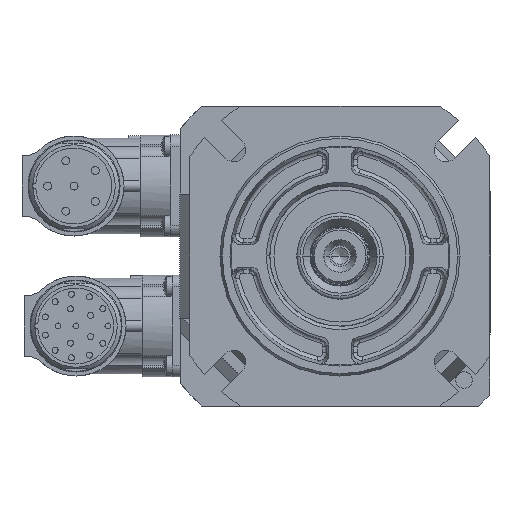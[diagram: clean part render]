
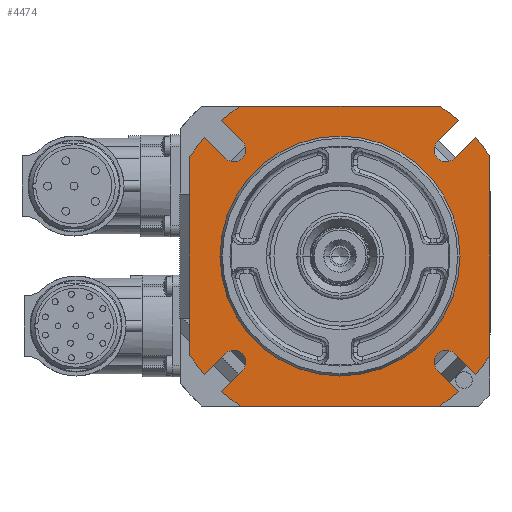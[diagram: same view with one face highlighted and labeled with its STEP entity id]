
A CAD part, left-side view. The second image highlights one B-rep face of the part: STEP entity #4474.
In plain terms, the highlighted planar face has unit normal (-1, 0, 0).
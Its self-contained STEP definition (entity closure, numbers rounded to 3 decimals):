
#1179=CARTESIAN_POINT('',(-61.5,0.,0.));
#1180=DIRECTION('',(-1.,0.,0.));
#1181=DIRECTION('',(0.,1.,0.));
#1182=AXIS2_PLACEMENT_3D('',#1179,#1180,#1181);
#1184=CARTESIAN_POINT('',(-61.5,0.,0.));
#1185=DIRECTION('',(1.,0.,0.));
#1186=DIRECTION('',(0.,1.,0.));
#1187=AXIS2_PLACEMENT_3D('',#1184,#1185,#1186);
#1189=CARTESIAN_POINT('',(-61.5,0.,0.));
#1190=DIRECTION('',(-1.,0.,0.));
#1191=DIRECTION('',(0.,-0.553,-0.833));
#1192=AXIS2_PLACEMENT_3D('',#1189,#1190,#1191);
#1194=CARTESIAN_POINT('',(-61.5,0.,0.));
#1195=DIRECTION('',(-1.,0.,0.));
#1196=DIRECTION('',(0.,0.658,-0.753));
#1197=AXIS2_PLACEMENT_3D('',#1194,#1195,#1196);
#1199=DIRECTION('',(0.,-0.707,0.707));
#1200=VECTOR('',#1199,7.52);
#1201=CARTESIAN_POINT('',(-61.5,29.63,-33.869));
#1202=LINE('',#1201,#1200);
#1203=CARTESIAN_POINT('',(-61.5,26.517,-26.517));
#1204=DIRECTION('',(-1.,0.,0.));
#1205=DIRECTION('',(0.,-0.735,-0.678));
#1206=AXIS2_PLACEMENT_3D('',#1203,#1204,#1205);
#1208=DIRECTION('',(0.,0.707,-0.707));
#1209=VECTOR('',#1208,7.52);
#1210=CARTESIAN_POINT('',(-61.5,28.551,-24.312));
#1211=LINE('',#1210,#1209);
#1212=CARTESIAN_POINT('',(-61.5,0.,0.));
#1213=DIRECTION('',(-1.,0.,0.));
#1214=DIRECTION('',(0.,0.833,-0.553));
#1215=AXIS2_PLACEMENT_3D('',#1212,#1213,#1214);
#1217=CARTESIAN_POINT('',(-61.5,0.,0.));
#1218=DIRECTION('',(-1.,0.,0.));
#1219=DIRECTION('',(0.,0.753,0.658));
#1220=AXIS2_PLACEMENT_3D('',#1217,#1218,#1219);
#1222=DIRECTION('',(0.,-0.707,-0.707));
#1223=VECTOR('',#1222,7.52);
#1224=CARTESIAN_POINT('',(-61.5,33.869,29.63));
#1225=LINE('',#1224,#1223);
#1226=CARTESIAN_POINT('',(-61.5,26.517,26.517));
#1227=DIRECTION('',(-1.,0.,0.));
#1228=DIRECTION('',(0.,0.678,-0.735));
#1229=AXIS2_PLACEMENT_3D('',#1226,#1227,#1228);
#1231=DIRECTION('',(0.,0.707,0.707));
#1232=VECTOR('',#1231,7.52);
#1233=CARTESIAN_POINT('',(-61.5,24.312,28.551));
#1234=LINE('',#1233,#1232);
#1235=CARTESIAN_POINT('',(-61.5,0.,0.));
#1236=DIRECTION('',(-1.,0.,0.));
#1237=DIRECTION('',(0.,0.553,0.833));
#1238=AXIS2_PLACEMENT_3D('',#1235,#1236,#1237);
#1240=CARTESIAN_POINT('',(-61.5,0.,0.));
#1241=DIRECTION('',(-1.,0.,0.));
#1242=DIRECTION('',(0.,-0.658,0.753));
#1243=AXIS2_PLACEMENT_3D('',#1240,#1241,#1242);
#1245=DIRECTION('',(0.,0.707,-0.707));
#1246=VECTOR('',#1245,7.52);
#1247=CARTESIAN_POINT('',(-61.5,-29.63,33.869));
#1248=LINE('',#1247,#1246);
#1249=CARTESIAN_POINT('',(-61.5,-26.517,26.517));
#1250=DIRECTION('',(-1.,0.,0.));
#1251=DIRECTION('',(0.,0.735,0.678));
#1252=AXIS2_PLACEMENT_3D('',#1249,#1250,#1251);
#1254=DIRECTION('',(0.,-0.707,0.707));
#1255=VECTOR('',#1254,7.52);
#1256=CARTESIAN_POINT('',(-61.5,-28.551,24.312));
#1257=LINE('',#1256,#1255);
#1258=CARTESIAN_POINT('',(-61.5,0.,0.));
#1259=DIRECTION('',(-1.,0.,0.));
#1260=DIRECTION('',(0.,-0.833,0.553));
#1261=AXIS2_PLACEMENT_3D('',#1258,#1259,#1260);
#1263=CARTESIAN_POINT('',(-61.5,0.,0.));
#1264=DIRECTION('',(-1.,0.,0.));
#1265=DIRECTION('',(0.,-0.753,-0.658));
#1266=AXIS2_PLACEMENT_3D('',#1263,#1264,#1265);
#1268=DIRECTION('',(0.,0.707,0.707));
#1269=VECTOR('',#1268,7.52);
#1270=CARTESIAN_POINT('',(-61.5,-33.869,-29.63));
#1271=LINE('',#1270,#1269);
#1272=CARTESIAN_POINT('',(-61.5,-26.517,-26.517));
#1273=DIRECTION('',(-1.,0.,0.));
#1274=DIRECTION('',(0.,-0.678,0.735));
#1275=AXIS2_PLACEMENT_3D('',#1272,#1273,#1274);
#1277=DIRECTION('',(0.,-0.707,-0.707));
#1278=VECTOR('',#1277,7.52);
#1279=CARTESIAN_POINT('',(-61.5,-24.312,-28.551));
#1280=LINE('',#1279,#1278);
#1341=DIRECTION('',(0.,1.,0.));
#1342=VECTOR('',#1341,49.749);
#1343=CARTESIAN_POINT('',(-61.5,-24.875,-37.5));
#1344=LINE('',#1343,#1342);
#1419=DIRECTION('',(0.,-1.,0.));
#1420=VECTOR('',#1419,49.749);
#1421=CARTESIAN_POINT('',(-61.5,24.875,37.5));
#1422=LINE('',#1421,#1420);
#1515=DIRECTION('',(0.,0.,-1.));
#1516=VECTOR('',#1515,49.749);
#1517=CARTESIAN_POINT('',(-61.5,-37.5,24.875));
#1518=LINE('',#1517,#1516);
#1785=DIRECTION('',(0.,0.,1.));
#1786=VECTOR('',#1785,49.749);
#1787=CARTESIAN_POINT('',(-61.5,37.5,-24.875));
#1788=LINE('',#1787,#1786);
#2072=CARTESIAN_POINT('',(-61.5,24.875,37.5));
#2073=VERTEX_POINT('',#2072);
#2074=CARTESIAN_POINT('',(-61.5,37.5,24.875));
#2075=VERTEX_POINT('',#2074);
#2076=CARTESIAN_POINT('',(-61.5,29.63,33.869));
#2077=VERTEX_POINT('',#2076);
#2078=CARTESIAN_POINT('',(-61.5,33.869,29.63));
#2079=VERTEX_POINT('',#2078);
#2096=CARTESIAN_POINT('',(-61.5,24.875,-37.5));
#2097=VERTEX_POINT('',#2096);
#2098=CARTESIAN_POINT('',(-61.5,37.5,-24.875));
#2099=VERTEX_POINT('',#2098);
#2100=CARTESIAN_POINT('',(-61.5,33.869,-29.63));
#2101=VERTEX_POINT('',#2100);
#2102=CARTESIAN_POINT('',(-61.5,29.63,-33.869));
#2103=VERTEX_POINT('',#2102);
#2120=CARTESIAN_POINT('',(-61.5,-37.5,-24.875));
#2121=VERTEX_POINT('',#2120);
#2122=CARTESIAN_POINT('',(-61.5,-24.875,-37.5));
#2123=VERTEX_POINT('',#2122);
#2124=CARTESIAN_POINT('',(-61.5,-29.63,-33.869));
#2125=VERTEX_POINT('',#2124);
#2126=CARTESIAN_POINT('',(-61.5,-33.869,-29.63));
#2127=VERTEX_POINT('',#2126);
#2144=CARTESIAN_POINT('',(-61.5,-24.875,37.5));
#2145=VERTEX_POINT('',#2144);
#2146=CARTESIAN_POINT('',(-61.5,-37.5,24.875));
#2147=VERTEX_POINT('',#2146);
#2148=CARTESIAN_POINT('',(-61.5,-33.869,29.63));
#2149=VERTEX_POINT('',#2148);
#2150=CARTESIAN_POINT('',(-61.5,-29.63,33.869));
#2151=VERTEX_POINT('',#2150);
#2156=CARTESIAN_POINT('',(-61.5,28.551,24.312));
#2157=VERTEX_POINT('',#2156);
#2158=CARTESIAN_POINT('',(-61.5,24.312,28.551));
#2159=VERTEX_POINT('',#2158);
#2164=CARTESIAN_POINT('',(-61.5,24.312,-28.551));
#2165=VERTEX_POINT('',#2164);
#2166=CARTESIAN_POINT('',(-61.5,28.551,-24.312));
#2167=VERTEX_POINT('',#2166);
#2172=CARTESIAN_POINT('',(-61.5,-28.551,-24.312));
#2173=VERTEX_POINT('',#2172);
#2174=CARTESIAN_POINT('',(-61.5,-24.312,-28.551));
#2175=VERTEX_POINT('',#2174);
#2180=CARTESIAN_POINT('',(-61.5,-24.312,28.551));
#2181=VERTEX_POINT('',#2180);
#2182=CARTESIAN_POINT('',(-61.5,-28.551,24.312));
#2183=VERTEX_POINT('',#2182);
#2436=CARTESIAN_POINT('',(-61.5,30.,0.));
#2437=CARTESIAN_POINT('',(-61.5,-30.,0.));
#2438=VERTEX_POINT('',#2436);
#2439=VERTEX_POINT('',#2437);
#4415=CARTESIAN_POINT('',(-61.5,0.,0.));
#4416=DIRECTION('',(-1.,0.,0.));
#4417=DIRECTION('',(0.,1.,0.));
#4418=AXIS2_PLACEMENT_3D('',#4415,#4416,#4417);
#4419=PLANE('',#4418);
#4421=ORIENTED_EDGE('',*,*,#4420,.F.);
#4423=ORIENTED_EDGE('',*,*,#4422,.T.);
#4425=ORIENTED_EDGE('',*,*,#4424,.F.);
#4427=ORIENTED_EDGE('',*,*,#4426,.T.);
#4429=ORIENTED_EDGE('',*,*,#4428,.T.);
#4431=ORIENTED_EDGE('',*,*,#4430,.T.);
#4433=ORIENTED_EDGE('',*,*,#4432,.F.);
#4435=ORIENTED_EDGE('',*,*,#4434,.T.);
#4437=ORIENTED_EDGE('',*,*,#4436,.F.);
#4439=ORIENTED_EDGE('',*,*,#4438,.T.);
#4441=ORIENTED_EDGE('',*,*,#4440,.T.);
#4443=ORIENTED_EDGE('',*,*,#4442,.T.);
#4445=ORIENTED_EDGE('',*,*,#4444,.F.);
#4447=ORIENTED_EDGE('',*,*,#4446,.T.);
#4449=ORIENTED_EDGE('',*,*,#4448,.F.);
#4451=ORIENTED_EDGE('',*,*,#4450,.T.);
#4453=ORIENTED_EDGE('',*,*,#4452,.T.);
#4455=ORIENTED_EDGE('',*,*,#4454,.T.);
#4457=ORIENTED_EDGE('',*,*,#4456,.F.);
#4459=ORIENTED_EDGE('',*,*,#4458,.T.);
#4461=ORIENTED_EDGE('',*,*,#4460,.F.);
#4463=ORIENTED_EDGE('',*,*,#4462,.T.);
#4465=ORIENTED_EDGE('',*,*,#4464,.T.);
#4467=ORIENTED_EDGE('',*,*,#4466,.T.);
#4468=EDGE_LOOP('',(#4421,#4423,#4425,#4427,#4429,#4431,#4433,#4435,#4437,#4439,
#4441,#4443,#4445,#4447,#4449,#4451,#4453,#4455,#4457,#4459,#4461,#4463,#4465,
#4467));
#4469=FACE_OUTER_BOUND('',#4468,.F.);
#4470=ORIENTED_EDGE('',*,*,#4395,.T.);
#4471=ORIENTED_EDGE('',*,*,#4409,.F.);
#4472=EDGE_LOOP('',(#4470,#4471));
#4473=FACE_BOUND('',#4472,.F.);
#4474=ADVANCED_FACE('',(#4469,#4473),#4419,.T.);
#1183=CIRCLE('',#1182,30.);
#1188=CIRCLE('',#1187,30.);
#1193=CIRCLE('',#1192,45.);
#1198=CIRCLE('',#1197,45.);
#1207=CIRCLE('',#1206,3.);
#1216=CIRCLE('',#1215,45.);
#1221=CIRCLE('',#1220,45.);
#1230=CIRCLE('',#1229,3.);
#1239=CIRCLE('',#1238,45.);
#1244=CIRCLE('',#1243,45.);
#1253=CIRCLE('',#1252,3.);
#1262=CIRCLE('',#1261,45.);
#1267=CIRCLE('',#1266,45.);
#1276=CIRCLE('',#1275,3.);
#4395=EDGE_CURVE('',#2438,#2439,#1183,.T.);
#4409=EDGE_CURVE('',#2438,#2439,#1188,.T.);
#4420=EDGE_CURVE('',#2123,#2125,#1193,.T.);
#4422=EDGE_CURVE('',#2123,#2097,#1344,.T.);
#4424=EDGE_CURVE('',#2103,#2097,#1198,.T.);
#4426=EDGE_CURVE('',#2103,#2165,#1202,.T.);
#4428=EDGE_CURVE('',#2165,#2167,#1207,.T.);
#4430=EDGE_CURVE('',#2167,#2101,#1211,.T.);
#4432=EDGE_CURVE('',#2099,#2101,#1216,.T.);
#4434=EDGE_CURVE('',#2099,#2075,#1788,.T.);
#4436=EDGE_CURVE('',#2079,#2075,#1221,.T.);
#4438=EDGE_CURVE('',#2079,#2157,#1225,.T.);
#4440=EDGE_CURVE('',#2157,#2159,#1230,.T.);
#4442=EDGE_CURVE('',#2159,#2077,#1234,.T.);
#4444=EDGE_CURVE('',#2073,#2077,#1239,.T.);
#4446=EDGE_CURVE('',#2073,#2145,#1422,.T.);
#4448=EDGE_CURVE('',#2151,#2145,#1244,.T.);
#4450=EDGE_CURVE('',#2151,#2181,#1248,.T.);
#4452=EDGE_CURVE('',#2181,#2183,#1253,.T.);
#4454=EDGE_CURVE('',#2183,#2149,#1257,.T.);
#4456=EDGE_CURVE('',#2147,#2149,#1262,.T.);
#4458=EDGE_CURVE('',#2147,#2121,#1518,.T.);
#4460=EDGE_CURVE('',#2127,#2121,#1267,.T.);
#4462=EDGE_CURVE('',#2127,#2173,#1271,.T.);
#4464=EDGE_CURVE('',#2173,#2175,#1276,.T.);
#4466=EDGE_CURVE('',#2175,#2125,#1280,.T.);
